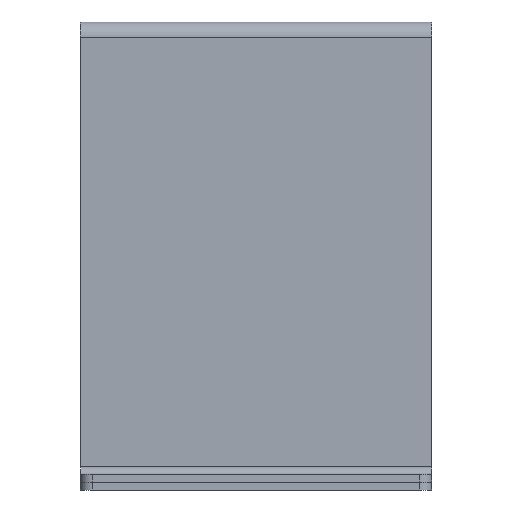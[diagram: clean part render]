
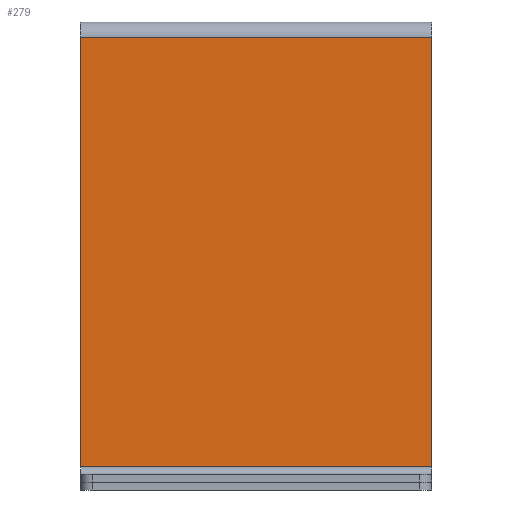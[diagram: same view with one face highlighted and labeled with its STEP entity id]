
A CAD part, left-side view. The second image highlights one B-rep face of the part: STEP entity #279.
In plain terms, the highlighted planar face has unit normal (-1, 0, 0).
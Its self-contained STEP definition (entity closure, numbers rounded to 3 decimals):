
#24 = CARTESIAN_POINT ( 'NONE',  ( -58.5, -45., -118. ) ) ;
#40 = ORIENTED_EDGE ( 'NONE', *, *, #1721, .F. ) ;
#76 = AXIS2_PLACEMENT_3D ( 'NONE', #1734, #1723, #1551 ) ;
#108 = PLANE ( 'NONE',  #76 ) ;
#168 = CARTESIAN_POINT ( 'NONE',  ( -58.5, 45., -2. ) ) ;
#278 = CARTESIAN_POINT ( 'NONE',  ( -58.5, 0., -4. ) ) ;
#279 = ADVANCED_FACE ( 'NONE', ( #1694 ), #108, .T. ) ;
#294 = VECTOR ( 'NONE', #1096, 1000. ) ;
#429 = EDGE_CURVE ( 'NONE', #562, #1903, #1741, .T. ) ;
#436 = LINE ( 'NONE', #168, #862 ) ;
#511 = DIRECTION ( 'NONE',  ( 0., 0., 1. ) ) ;
#562 = VERTEX_POINT ( 'NONE', #1902 ) ;
#563 = EDGE_LOOP ( 'NONE', ( #40, #704, #1757, #1611 ) ) ;
#656 = CARTESIAN_POINT ( 'NONE',  ( -58.5, 45., -114. ) ) ;
#674 = CARTESIAN_POINT ( 'NONE',  ( -58.5, 45., -4. ) ) ;
#704 = ORIENTED_EDGE ( 'NONE', *, *, #1863, .F. ) ;
#705 = CARTESIAN_POINT ( 'NONE',  ( -58.5, -45., -114. ) ) ;
#768 = VECTOR ( 'NONE', #1034, 1000. ) ;
#827 = EDGE_CURVE ( 'NONE', #562, #1553, #1468, .T. ) ;
#862 = VECTOR ( 'NONE', #511, 1000. ) ;
#1006 = DIRECTION ( 'NONE',  ( 0., 0., -1. ) ) ;
#1034 = DIRECTION ( 'NONE',  ( 0., 1., 0. ) ) ;
#1095 = LINE ( 'NONE', #705, #768 ) ;
#1096 = DIRECTION ( 'NONE',  ( 0., 1., 0. ) ) ;
#1188 = CARTESIAN_POINT ( 'NONE',  ( -58.5, -45., -114. ) ) ;
#1323 = VECTOR ( 'NONE', #1006, 1000. ) ;
#1468 = LINE ( 'NONE', #24, #1323 ) ;
#1551 = DIRECTION ( 'NONE',  ( 0., 0., 1. ) ) ;
#1553 = VERTEX_POINT ( 'NONE', #1188 ) ;
#1611 = ORIENTED_EDGE ( 'NONE', *, *, #429, .T. ) ;
#1679 = VERTEX_POINT ( 'NONE', #656 ) ;
#1694 = FACE_OUTER_BOUND ( 'NONE', #563, .T. ) ;
#1721 = EDGE_CURVE ( 'NONE', #1679, #1903, #436, .T. ) ;
#1723 = DIRECTION ( 'NONE',  ( -1., 0., 0. ) ) ;
#1734 = CARTESIAN_POINT ( 'NONE',  ( -58.5, 0., 0. ) ) ;
#1741 = LINE ( 'NONE', #278, #294 ) ;
#1757 = ORIENTED_EDGE ( 'NONE', *, *, #827, .F. ) ;
#1863 = EDGE_CURVE ( 'NONE', #1553, #1679, #1095, .T. ) ;
#1902 = CARTESIAN_POINT ( 'NONE',  ( -58.5, -45., -4. ) ) ;
#1903 = VERTEX_POINT ( 'NONE', #674 ) ;
